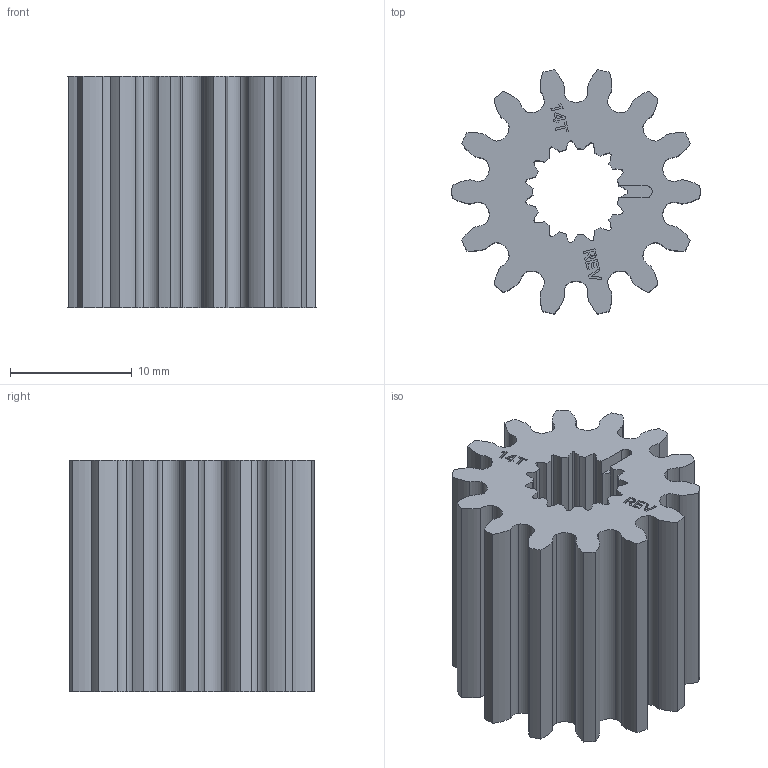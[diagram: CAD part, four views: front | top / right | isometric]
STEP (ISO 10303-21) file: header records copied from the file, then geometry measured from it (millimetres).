
FILE_DESCRIPTION (( 'STEP AP203' ), '1' );
FILE_NAME ('REV-21-4010_RevB.STEP', '2025-11-24T18:37:09', ( '' ), ( '' ), 'SwSTEP 2.0', 'SolidWorks 2022', '' );
FILE_SCHEMA (( 'CONFIG_CONTROL_DESIGN' ));
Length unit declared in the file: millimetre
Products named in the file (1): REV-21-4010_RevB
Bounding box: 20.36 x 20.05 x 19 mm (x, y, z)
Volume: 3683.6 mm3; surface area: 3194.8 mm2
Topology: 1 solids, 1 shells, 237 faces, 681 edges, 454 vertices
Faces by surface type: bspline 98, plane 78, cylinder 61
Entity records: 11052 total; most frequent: CARTESIAN_POINT 5311, ORIENTED_EDGE 1362, DIRECTION 889, EDGE_CURVE 681, VERTEX_POINT 454, LINE 361, VECTOR 361, AXIS2_PLACEMENT_3D 264
